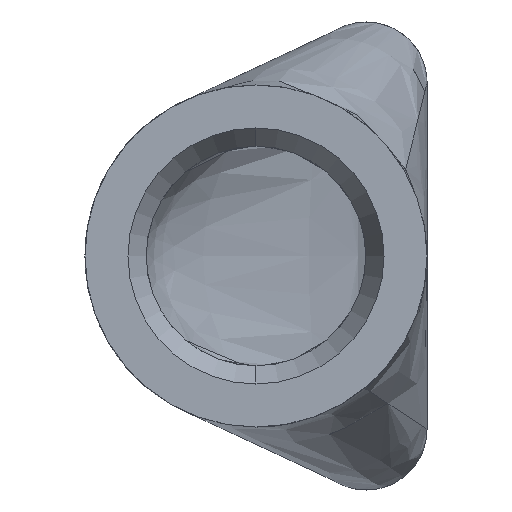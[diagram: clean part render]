
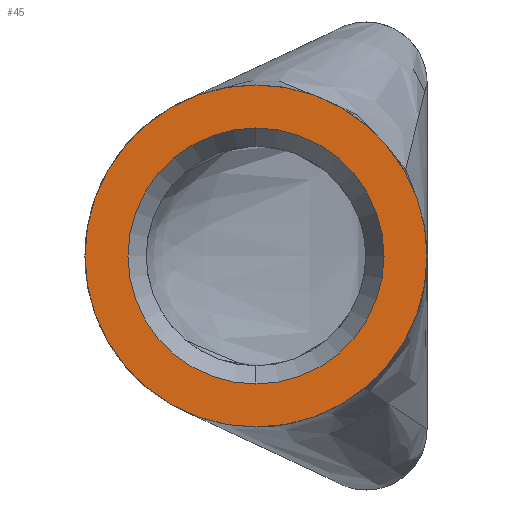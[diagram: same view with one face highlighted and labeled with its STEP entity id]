
A CAD part, left-side view. The second image highlights one B-rep face of the part: STEP entity #45.
In plain terms, the highlighted planar face has unit normal (-1, 0, 0).
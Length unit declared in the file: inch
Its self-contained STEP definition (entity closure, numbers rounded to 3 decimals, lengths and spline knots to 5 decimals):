
#39 = DIRECTION ( 'NONE',  ( -1., 0., 0. ) ) ;
#45 = ADVANCED_FACE ( 'NONE', ( #960, #280 ), #490, .T. ) ;
#128 = CARTESIAN_POINT ( 'NONE',  ( 0., 0.594, 0.594 ) ) ;
#129 = DIRECTION ( 'NONE',  ( -1., 0., 0. ) ) ;
#172 = EDGE_CURVE ( 'NONE', #1252, #265, #475, .T. ) ;
#190 = CARTESIAN_POINT ( 'NONE',  ( 0., 0.594, -0.44451 ) ) ;
#193 = AXIS2_PLACEMENT_3D ( 'NONE', #858, #472, #645 ) ;
#254 = EDGE_CURVE ( 'NONE', #265, #1252, #1111, .T. ) ;
#265 = VERTEX_POINT ( 'NONE', #628 ) ;
#270 = DIRECTION ( 'NONE',  ( 1., 0., 0. ) ) ;
#280 = FACE_OUTER_BOUND ( 'NONE', #302, .T. ) ;
#302 = EDGE_LOOP ( 'NONE', ( #1075, #578 ) ) ;
#304 = EDGE_CURVE ( 'NONE', #1039, #484, #1100, .T. ) ;
#305 = AXIS2_PLACEMENT_3D ( 'NONE', #469, #1140, #361 ) ;
#325 = ORIENTED_EDGE ( 'NONE', *, *, #709, .T. ) ;
#355 = CARTESIAN_POINT ( 'NONE',  ( 0., 0.594, 0.44451 ) ) ;
#361 = DIRECTION ( 'NONE',  ( 0., 0., 1. ) ) ;
#384 = CARTESIAN_POINT ( 'NONE',  ( 0., 0.594, 0. ) ) ;
#400 = CIRCLE ( 'NONE', #193, 0.44451 ) ;
#468 = DIRECTION ( 'NONE',  ( 0., 0., 1. ) ) ;
#469 = CARTESIAN_POINT ( 'NONE',  ( 0., 0., 0. ) ) ;
#472 = DIRECTION ( 'NONE',  ( 1., 0., 0. ) ) ;
#475 = CIRCLE ( 'NONE', #790, 0.594 ) ;
#484 = VERTEX_POINT ( 'NONE', #190 ) ;
#490 = PLANE ( 'NONE',  #305 ) ;
#578 = ORIENTED_EDGE ( 'NONE', *, *, #254, .T. ) ;
#599 = CARTESIAN_POINT ( 'NONE',  ( 0., 0.594, 0. ) ) ;
#622 = AXIS2_PLACEMENT_3D ( 'NONE', #811, #39, #738 ) ;
#628 = CARTESIAN_POINT ( 'NONE',  ( 0., 0.594, -0.594 ) ) ;
#645 = DIRECTION ( 'NONE',  ( 0., 0., 1. ) ) ;
#709 = EDGE_CURVE ( 'NONE', #484, #1039, #400, .T. ) ;
#738 = DIRECTION ( 'NONE',  ( 0., 0., 1. ) ) ;
#764 = ORIENTED_EDGE ( 'NONE', *, *, #304, .T. ) ;
#790 = AXIS2_PLACEMENT_3D ( 'NONE', #599, #129, #1073 ) ;
#811 = CARTESIAN_POINT ( 'NONE',  ( 0., 0.594, 0. ) ) ;
#841 = AXIS2_PLACEMENT_3D ( 'NONE', #384, #270, #468 ) ;
#858 = CARTESIAN_POINT ( 'NONE',  ( 0., 0.594, 0. ) ) ;
#960 = FACE_BOUND ( 'NONE', #1016, .T. ) ;
#1016 = EDGE_LOOP ( 'NONE', ( #764, #325 ) ) ;
#1039 = VERTEX_POINT ( 'NONE', #355 ) ;
#1073 = DIRECTION ( 'NONE',  ( 0., 0., 1. ) ) ;
#1075 = ORIENTED_EDGE ( 'NONE', *, *, #172, .T. ) ;
#1100 = CIRCLE ( 'NONE', #841, 0.44451 ) ;
#1111 = CIRCLE ( 'NONE', #622, 0.594 ) ;
#1140 = DIRECTION ( 'NONE',  ( -1., 0., 0. ) ) ;
#1252 = VERTEX_POINT ( 'NONE', #128 ) ;
